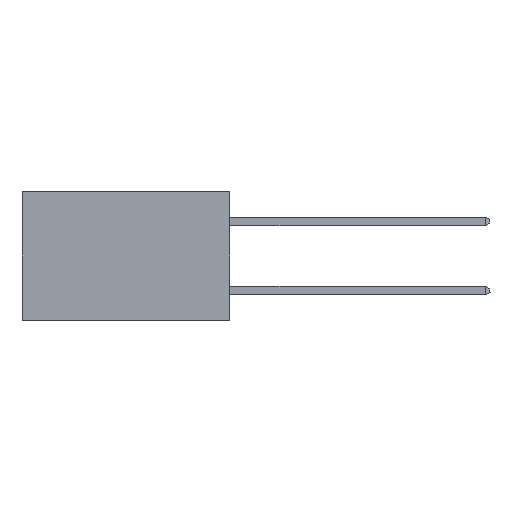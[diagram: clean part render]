
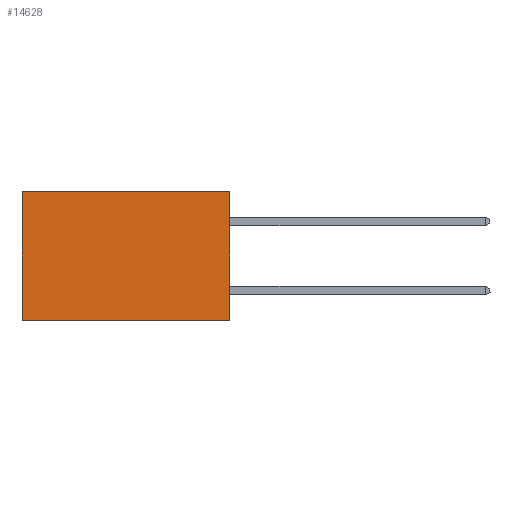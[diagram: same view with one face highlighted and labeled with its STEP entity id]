
A CAD part, left-side view. The second image highlights one B-rep face of the part: STEP entity #14628.
In plain terms, the highlighted planar face has unit normal (-1, 0, 0).
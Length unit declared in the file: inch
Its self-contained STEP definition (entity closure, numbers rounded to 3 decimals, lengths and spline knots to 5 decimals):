
#499 = DIRECTION ( 'NONE',  ( 0., 0., -1. ) ) ;
#3212 = LINE ( 'NONE', #10968, #8262 ) ;
#3432 = DIRECTION ( 'NONE',  ( 0., 1., 0. ) ) ;
#3939 = FACE_OUTER_BOUND ( 'NONE', #11850, .T. ) ;
#4767 = CARTESIAN_POINT ( 'NONE',  ( 0.298, 0.6, 0. ) ) ;
#4886 = LINE ( 'NONE', #23854, #16296 ) ;
#5694 = EDGE_CURVE ( 'NONE', #7625, #23476, #8211, .T. ) ;
#7122 = ORIENTED_EDGE ( 'NONE', *, *, #27581, .F. ) ;
#7284 = ORIENTED_EDGE ( 'NONE', *, *, #11908, .T. ) ;
#7530 = VERTEX_POINT ( 'NONE', #17213 ) ;
#7625 = VERTEX_POINT ( 'NONE', #17604 ) ;
#7771 = CARTESIAN_POINT ( 'NONE',  ( 0.298, 0., 0. ) ) ;
#8211 = LINE ( 'NONE', #16993, #23833 ) ;
#8262 = VECTOR ( 'NONE', #19606, 39.37008 ) ;
#8530 = DIRECTION ( 'NONE',  ( 1., 0., 0. ) ) ;
#10968 = CARTESIAN_POINT ( 'NONE',  ( 0.298, 0., 0. ) ) ;
#11850 = EDGE_LOOP ( 'NONE', ( #7284, #16184, #7122, #23716 ) ) ;
#11908 = EDGE_CURVE ( 'NONE', #7530, #23476, #26573, .T. ) ;
#12756 = PLANE ( 'NONE',  #23837 ) ;
#13302 = DIRECTION ( 'NONE',  ( 0., 0., -1. ) ) ;
#14628 = ADVANCED_FACE ( 'NONE', ( #3939 ), #12756, .F. ) ;
#16184 = ORIENTED_EDGE ( 'NONE', *, *, #5694, .F. ) ;
#16296 = VECTOR ( 'NONE', #13302, 39.37008 ) ;
#16396 = VERTEX_POINT ( 'NONE', #7771 ) ;
#16993 = CARTESIAN_POINT ( 'NONE',  ( 0.298, 0., -0.37 ) ) ;
#17213 = CARTESIAN_POINT ( 'NONE',  ( 0.298, 0.6, 0. ) ) ;
#17604 = CARTESIAN_POINT ( 'NONE',  ( 0.298, 0., -0.37 ) ) ;
#19606 = DIRECTION ( 'NONE',  ( 0., 1., 0. ) ) ;
#19748 = EDGE_CURVE ( 'NONE', #16396, #7530, #3212, .T. ) ;
#21227 = CARTESIAN_POINT ( 'NONE',  ( 0.298, 0., 0. ) ) ;
#22866 = CARTESIAN_POINT ( 'NONE',  ( 0.298, 0.6, -0.37 ) ) ;
#23377 = DIRECTION ( 'NONE',  ( 0., 0., -1. ) ) ;
#23476 = VERTEX_POINT ( 'NONE', #22866 ) ;
#23716 = ORIENTED_EDGE ( 'NONE', *, *, #19748, .T. ) ;
#23833 = VECTOR ( 'NONE', #3432, 39.37008 ) ;
#23837 = AXIS2_PLACEMENT_3D ( 'NONE', #21227, #8530, #23377 ) ;
#23854 = CARTESIAN_POINT ( 'NONE',  ( 0.298, 0., 0. ) ) ;
#25920 = VECTOR ( 'NONE', #499, 39.37008 ) ;
#26573 = LINE ( 'NONE', #4767, #25920 ) ;
#27581 = EDGE_CURVE ( 'NONE', #16396, #7625, #4886, .T. ) ;
